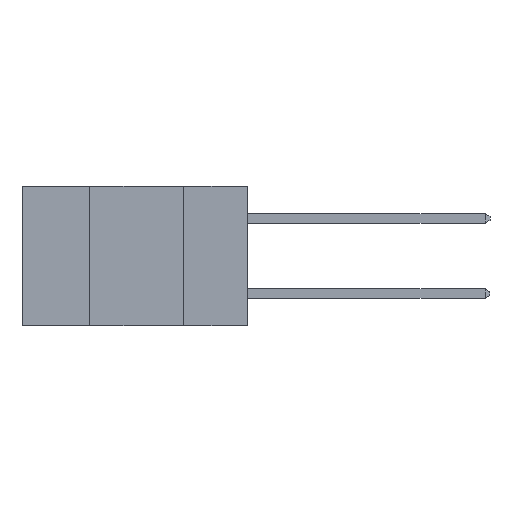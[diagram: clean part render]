
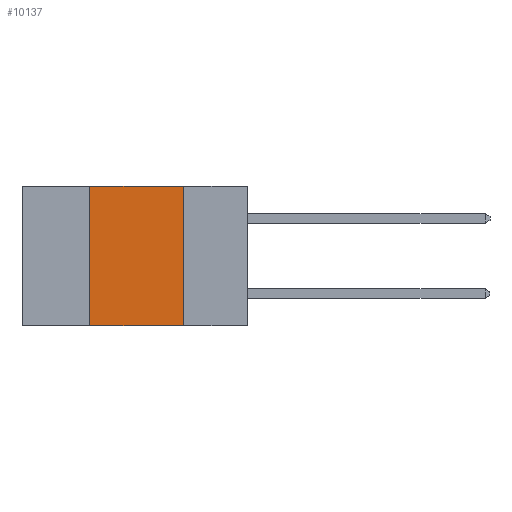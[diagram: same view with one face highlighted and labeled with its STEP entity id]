
A CAD part, left-side view. The second image highlights one B-rep face of the part: STEP entity #10137.
In plain terms, the highlighted planar face has unit normal (-1, 0, 0).
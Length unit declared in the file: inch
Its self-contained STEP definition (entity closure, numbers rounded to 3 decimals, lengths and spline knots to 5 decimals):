
#109 = VECTOR ( 'NONE', #3149, 39.37008 ) ;
#391 = PLANE ( 'NONE',  #4011 ) ;
#472 = DIRECTION ( 'NONE',  ( 0., -1., 0. ) ) ;
#816 = EDGE_CURVE ( 'NONE', #10685, #7124, #8391, .T. ) ;
#891 = VECTOR ( 'NONE', #9806, 39.37008 ) ;
#1343 = EDGE_CURVE ( 'NONE', #11678, #10685, #6079, .T. ) ;
#1433 = DIRECTION ( 'NONE',  ( 1., 0., 0. ) ) ;
#1907 = VECTOR ( 'NONE', #9625, 39.37008 ) ;
#2321 = ORIENTED_EDGE ( 'NONE', *, *, #10660, .F. ) ;
#2590 = VERTEX_POINT ( 'NONE', #8910 ) ;
#3102 = EDGE_CURVE ( 'NONE', #2590, #7124, #4408, .T. ) ;
#3149 = DIRECTION ( 'NONE',  ( 0., 0., -1. ) ) ;
#3256 = ORIENTED_EDGE ( 'NONE', *, *, #3102, .T. ) ;
#4011 = AXIS2_PLACEMENT_3D ( 'NONE', #6244, #1433, #8103 ) ;
#4115 = CARTESIAN_POINT ( 'NONE',  ( 0., 0.17, 0. ) ) ;
#4408 = LINE ( 'NONE', #8470, #9038 ) ;
#4832 = CARTESIAN_POINT ( 'NONE',  ( 0., 0.17, -0.37 ) ) ;
#6079 = LINE ( 'NONE', #9682, #891 ) ;
#6244 = CARTESIAN_POINT ( 'NONE',  ( 0., 0.6, 0. ) ) ;
#7000 = LINE ( 'NONE', #8740, #1907 ) ;
#7124 = VERTEX_POINT ( 'NONE', #4832 ) ;
#7678 = EDGE_LOOP ( 'NONE', ( #9165, #11487, #2321, #3256 ) ) ;
#7702 = FACE_OUTER_BOUND ( 'NONE', #7678, .T. ) ;
#8103 = DIRECTION ( 'NONE',  ( 0., 0., -1. ) ) ;
#8154 = CARTESIAN_POINT ( 'NONE',  ( 0., 0.42, 0. ) ) ;
#8391 = LINE ( 'NONE', #10627, #109 ) ;
#8470 = CARTESIAN_POINT ( 'NONE',  ( 0., 0.6, -0.37 ) ) ;
#8740 = CARTESIAN_POINT ( 'NONE',  ( 0., 0.42, 0. ) ) ;
#8910 = CARTESIAN_POINT ( 'NONE',  ( 0., 0.42, -0.37 ) ) ;
#9038 = VECTOR ( 'NONE', #472, 39.37008 ) ;
#9165 = ORIENTED_EDGE ( 'NONE', *, *, #816, .F. ) ;
#9625 = DIRECTION ( 'NONE',  ( 0., 0., 1. ) ) ;
#9682 = CARTESIAN_POINT ( 'NONE',  ( 0., 0.6, 0. ) ) ;
#9806 = DIRECTION ( 'NONE',  ( 0., -1., 0. ) ) ;
#10137 = ADVANCED_FACE ( 'NONE', ( #7702 ), #391, .F. ) ;
#10627 = CARTESIAN_POINT ( 'NONE',  ( 0., 0.17, 0. ) ) ;
#10660 = EDGE_CURVE ( 'NONE', #2590, #11678, #7000, .T. ) ;
#10685 = VERTEX_POINT ( 'NONE', #4115 ) ;
#11487 = ORIENTED_EDGE ( 'NONE', *, *, #1343, .F. ) ;
#11678 = VERTEX_POINT ( 'NONE', #8154 ) ;
